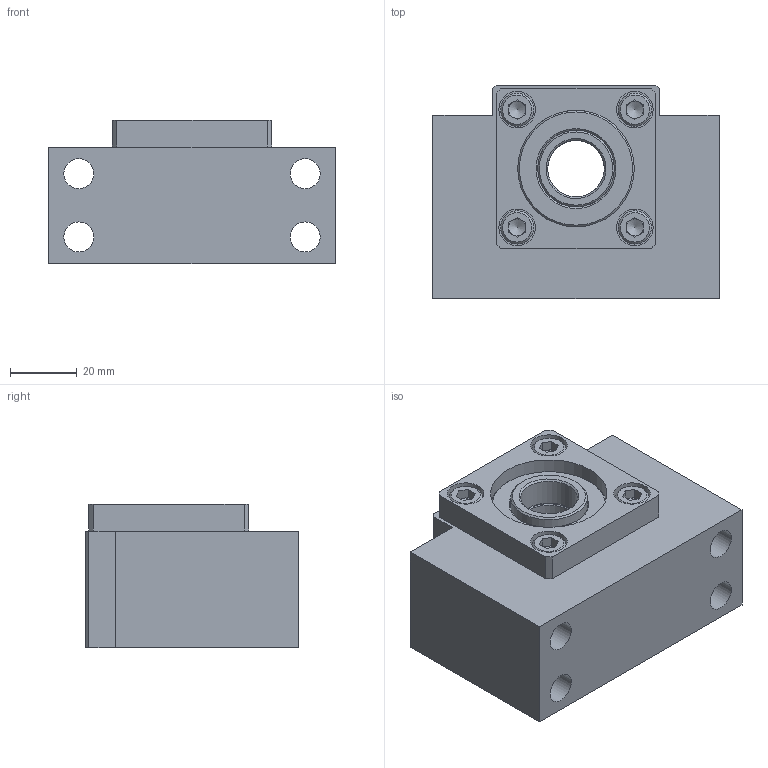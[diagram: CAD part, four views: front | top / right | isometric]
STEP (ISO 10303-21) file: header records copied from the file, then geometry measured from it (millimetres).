
FILE_DESCRIPTION (( 'STEP AP203' ), '1' );
FILE_NAME ('BK 17DS.STEP', '2014-11-16T23:35:23', ( 'john' ), ( '' ), 'SwSTEP 2.0', 'SolidWorks 2013', '' );
FILE_SCHEMA (( 'CONFIG_CONTROL_DESIGN' ));
Length unit declared in the file: millimetre
Products named in the file (7): BK 17DS; 7203A; BK 17DS COVER; BK 17DS COLLAR; socket head cap screw_am_B18.3.1M - 6 x 1.0 x 10 Hex SHCS -- 10NHX; BK 17DS BLOCK; BK 17DS OILSEAL
Assembly tree (12 placements, depth 2):
  BK 17DS
    BK 17DS BLOCK
    7203A  x2
    BK 17DS COLLAR  x2
    BK 17DS OILSEAL  x2
    BK 17DS COVER
    socket head cap screw_am_B18.3.1M - 6 x 1.0 x 10 Hex SHCS -- 10NHX  x4
Bounding box: 86 x 64 x 43 mm (x, y, z)
Volume: 143450.2 mm3; surface area: 59345.5 mm2
Topology: 10 solids, 40 shells, 232 faces, 507 edges, 317 vertices
Faces by surface type: plane 104, cylinder 54, bspline 36, cone 34, torus 4
Full cylindrical faces by diameter (mm): 5 x4, 6 x4, 6.6 x4, 9 x4, 10 x4, 11 x4, 14 x4, 17 x4, 23 x4, 24.8 x4, 32.2 x2, 35 x4, 40 x4
Entity records: 4400 total; most frequent: CARTESIAN_POINT 1115, DIRECTION 540, ORIENTED_EDGE 354, AXIS2_PLACEMENT_3D 235, EDGE_LOOP 212, EDGE_CURVE 186, FACE_OUTER_BOUND 157, VERTEX_POINT 146
